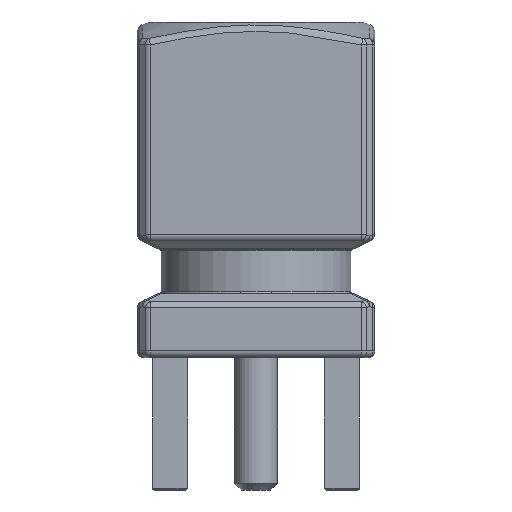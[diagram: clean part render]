
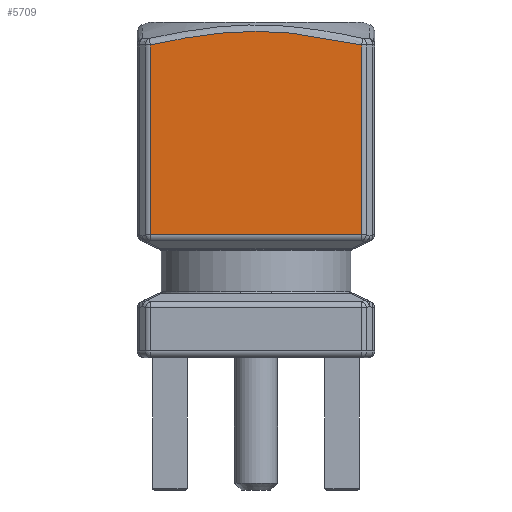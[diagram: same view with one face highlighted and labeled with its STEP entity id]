
A CAD part, front view. The second image highlights one B-rep face of the part: STEP entity #5709.
In plain terms, the highlighted planar face has unit normal (0, -1, 0).
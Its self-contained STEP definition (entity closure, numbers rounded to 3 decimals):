
#5062 = VERTEX_POINT('',#5063);
#5063 = CARTESIAN_POINT('',(3.117,-3.5,13.122));
#5072 = VERTEX_POINT('',#5073);
#5073 = CARTESIAN_POINT('',(-3.117,-3.5,13.122));
#5080 = EDGE_CURVE('',#5062,#5072,#5081,.T.);
#5081 = B_SPLINE_CURVE_WITH_KNOTS('',3,(#5082,#5083,#5084,#5085,#5086,
    #5087),.UNSPECIFIED.,.F.,.F.,(4,2,4),(0.,0.003,
    0.006),.UNSPECIFIED.);
#5082 = CARTESIAN_POINT('',(3.117,-3.5,13.122));
#5083 = CARTESIAN_POINT('',(2.09,-3.5,13.351));
#5084 = CARTESIAN_POINT('',(1.056,-3.5,13.525));
#5085 = CARTESIAN_POINT('',(-1.056,-3.5,13.525));
#5086 = CARTESIAN_POINT('',(-2.09,-3.5,13.351));
#5087 = CARTESIAN_POINT('',(-3.117,-3.5,13.122));
#5709 = ADVANCED_FACE('',(#5710),#5735,.F.);
#5710 = FACE_BOUND('',#5711,.T.);
#5711 = EDGE_LOOP('',(#5712,#5720,#5728,#5734));
#5712 = ORIENTED_EDGE('',*,*,#5713,.T.);
#5713 = EDGE_CURVE('',#5072,#5714,#5716,.T.);
#5714 = VERTEX_POINT('',#5715);
#5715 = CARTESIAN_POINT('',(-3.117,-3.5,7.527));
#5716 = LINE('',#5717,#5718);
#5717 = CARTESIAN_POINT('',(-3.117,-3.5,7.4));
#5718 = VECTOR('',#5719,1.);
#5719 = DIRECTION('',(0.,0.,-1.));
#5720 = ORIENTED_EDGE('',*,*,#5721,.T.);
#5721 = EDGE_CURVE('',#5714,#5722,#5724,.T.);
#5722 = VERTEX_POINT('',#5723);
#5723 = CARTESIAN_POINT('',(3.117,-3.5,7.527));
#5724 = LINE('',#5725,#5726);
#5725 = CARTESIAN_POINT('',(3.2,-3.5,7.527));
#5726 = VECTOR('',#5727,1.);
#5727 = DIRECTION('',(1.,0.,0.));
#5728 = ORIENTED_EDGE('',*,*,#5729,.T.);
#5729 = EDGE_CURVE('',#5722,#5062,#5730,.T.);
#5730 = LINE('',#5731,#5732);
#5731 = CARTESIAN_POINT('',(3.117,-3.5,13.266));
#5732 = VECTOR('',#5733,1.);
#5733 = DIRECTION('',(0.,0.,1.));
#5734 = ORIENTED_EDGE('',*,*,#5080,.T.);
#5735 = PLANE('',#5736);
#5736 = AXIS2_PLACEMENT_3D('',#5737,#5738,#5739);
#5737 = CARTESIAN_POINT('',(-3.5,-3.5,13.8));
#5738 = DIRECTION('',(0.,1.,0.));
#5739 = DIRECTION('',(0.,0.,1.));
